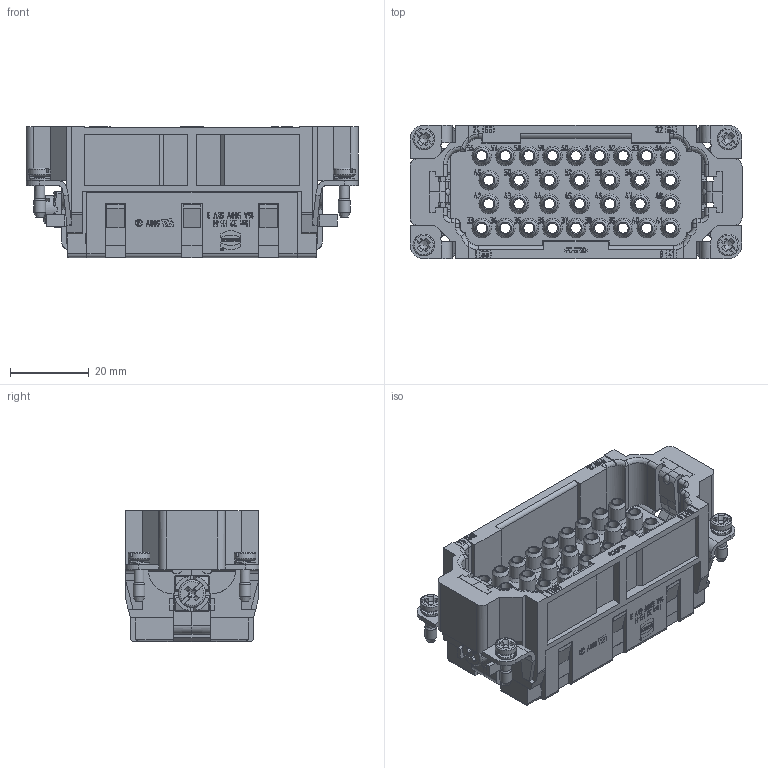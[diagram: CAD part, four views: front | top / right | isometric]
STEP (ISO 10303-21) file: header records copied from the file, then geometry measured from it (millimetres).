
FILE_DESCRIPTION(/* description */ (''),/* implementation_level */ '2;1');
FILE_NAME(/* name */ '100732131ugm000_a.stp',/* time_stamp */ '2017-11-02T07:50:09+01:00',/* author */ (''),/* organization */ (''),/* preprocessor_version */ 'ST-DEVELOPER v16',/* originating_system */ 'SIEMENS PLM Software NX 10.0',/* authorisation */ '');
FILE_SCHEMA (('AUTOMOTIVE_DESIGN { 1 0 10303 214 3 1 1 1 }'));
Products named in the file (1): 100732131ugm000_a
Bounding box: 84.5 x 34 x 33.39 mm (x, y, z)
Volume: 38951.8 mm3; surface area: 34335.1 mm2
Topology: 1 solids, 4 shells, 2168 faces, 12216 edges, 13979 vertices
Faces by surface type: plane 1348, cylinder 462, cone 205, bspline 141, torus 8, sphere 4
Full cylindrical faces by diameter (mm): 0.6 x2, 2.5 x8, 2.6 x32, 3 x4, 3.5 x1, 3.7 x1, 4.2 x32, 4.8 x32, 5.5 x4, 7 x1
Entity records: 134584 total; most frequent: CARTESIAN_POINT 40191, ORIENTED_EDGE 16772, DIRECTION 11969, EDGE_CURVE 8386, VERTEX_POINT 6814, LINE 5207, VECTOR 5207, B_SPLINE_CURVE_WITH_KNOTS 5196
